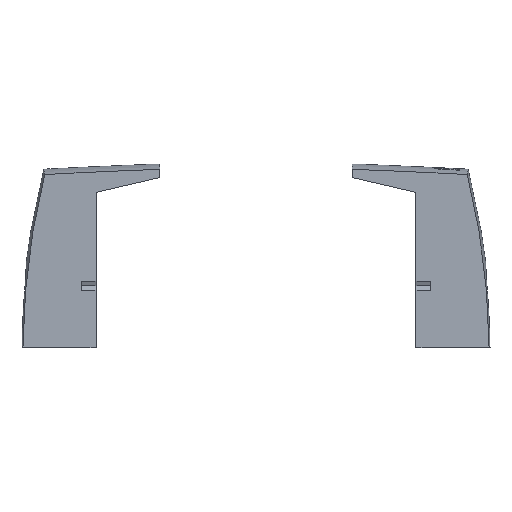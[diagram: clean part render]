
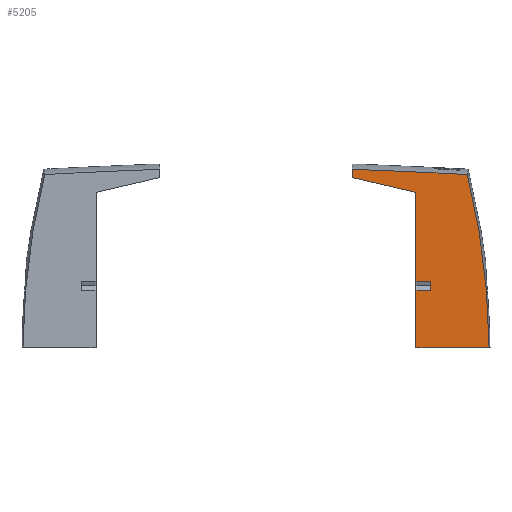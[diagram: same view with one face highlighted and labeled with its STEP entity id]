
A CAD part, left-side view. The second image highlights one B-rep face of the part: STEP entity #5205.
In plain terms, the highlighted planar face has unit normal (-1, 0, 0).
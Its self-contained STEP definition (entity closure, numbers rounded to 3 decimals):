
#482=CARTESIAN_POINT('',(-26.25,-22.5,48.958));
#1513=DIRECTION('',(0.,1.,0.));
#1514=VECTOR('',#1513,3.5);
#1515=CARTESIAN_POINT('',(-26.25,-40.9,20.67));
#1516=LINE('',#1515,#1514);
#1520=DIRECTION('',(0.,0.,-1.));
#1521=VECTOR('',#1520,2.144);
#1522=CARTESIAN_POINT('',(-26.25,-40.9,22.814));
#1523=LINE('',#1522,#1521);
#1527=DIRECTION('',(0.,-1.,0.));
#1528=VECTOR('',#1527,3.5);
#1529=CARTESIAN_POINT('',(-26.25,-37.4,22.814));
#1530=LINE('',#1529,#1528);
#1534=DIRECTION('',(0.,0.,-1.));
#1535=VECTOR('',#1534,20.786);
#1536=CARTESIAN_POINT('',(-26.25,-37.4,43.6));
#1537=LINE('',#1536,#1535);
#1541=DIRECTION('',(0.,-0.974,-0.225));
#1542=VECTOR('',#1541,15.292);
#1543=CARTESIAN_POINT('',(-26.25,-22.5,47.04));
#1544=LINE('',#1543,#1542);
#1548=DIRECTION('',(0.,0.,-1.));
#1549=VECTOR('',#1548,1.918);
#1550=CARTESIAN_POINT('',(-26.25,-22.5,48.958));
#1551=LINE('',#1550,#1549);
#1555=CARTESIAN_POINT('',(-26.25,26.7,-1348.925));
#1556=DIRECTION('',(-1.,0.,0.));
#1557=DIRECTION('',(0.,-0.054,0.999));
#1558=AXIS2_PLACEMENT_3D('',#1555,#1556,#1557);
#1563=CARTESIAN_POINT('',(-26.25,118.996,5.965));
#1564=DIRECTION('',(-1.,0.,0.));
#1565=DIRECTION('',(0.,-1.,0.007));
#1566=AXIS2_PLACEMENT_3D('',#1563,#1564,#1565);
#1571=DIRECTION('',(0.,-1.,0.));
#1572=VECTOR('',#1571,17.088);
#1573=CARTESIAN_POINT('',(-26.25,-37.4,7.2));
#1574=LINE('',#1573,#1572);
#1578=DIRECTION('',(0.,0.,-1.));
#1579=VECTOR('',#1578,13.47);
#1580=CARTESIAN_POINT('',(-26.25,-37.4,20.67));
#1581=LINE('',#1580,#1579);
#4345=VERTEX_POINT('',#482);
#4367=CARTESIAN_POINT('',(-26.25,-22.5,47.04));
#4368=VERTEX_POINT('',#4367);
#4385=CARTESIAN_POINT('',(-26.25,-49.385,47.752));
#4386=VERTEX_POINT('',#4385);
#4389=CARTESIAN_POINT('',(-26.25,-37.4,43.6));
#4390=VERTEX_POINT('',#4389);
#4410=CARTESIAN_POINT('',(-26.25,-40.9,20.67));
#4411=CARTESIAN_POINT('',(-26.25,-37.4,20.67));
#4412=VERTEX_POINT('',#4410);
#4413=VERTEX_POINT('',#4411);
#4424=CARTESIAN_POINT('',(-26.25,-37.4,22.814));
#4425=VERTEX_POINT('',#4424);
#4426=CARTESIAN_POINT('',(-26.25,-54.488,7.2));
#4427=VERTEX_POINT('',#4426);
#4434=CARTESIAN_POINT('',(-26.25,-37.4,7.2));
#4435=VERTEX_POINT('',#4434);
#4436=CARTESIAN_POINT('',(-26.25,-40.9,22.814));
#4437=VERTEX_POINT('',#4436);
#5181=CARTESIAN_POINT('',(-26.25,-38.824,-0.506));
#5182=DIRECTION('',(1.,0.,0.));
#5183=DIRECTION('',(0.,1.,0.));
#5184=AXIS2_PLACEMENT_3D('',#5181,#5182,#5183);
#5185=PLANE('',#5184);
#5187=ORIENTED_EDGE('',*,*,#5186,.F.);
#5189=ORIENTED_EDGE('',*,*,#5188,.F.);
#5191=ORIENTED_EDGE('',*,*,#5190,.F.);
#5193=ORIENTED_EDGE('',*,*,#5192,.F.);
#5195=ORIENTED_EDGE('',*,*,#5194,.F.);
#5196=ORIENTED_EDGE('',*,*,#4819,.F.);
#5197=ORIENTED_EDGE('',*,*,#4884,.F.);
#5199=ORIENTED_EDGE('',*,*,#5198,.F.);
#5200=ORIENTED_EDGE('',*,*,#5159,.F.);
#5202=ORIENTED_EDGE('',*,*,#5201,.F.);
#5203=EDGE_LOOP('',(#5187,#5189,#5191,#5193,#5195,#5196,#5197,#5199,#5200,
#5202));
#5204=FACE_OUTER_BOUND('',#5203,.F.);
#1559=CIRCLE('',#1558,1398.748);
#1567=CIRCLE('',#1566,173.488);
#4819=EDGE_CURVE('',#4345,#4368,#1551,.T.);
#4884=EDGE_CURVE('',#4386,#4345,#1559,.T.);
#5159=EDGE_CURVE('',#4435,#4427,#1574,.T.);
#5186=EDGE_CURVE('',#4412,#4413,#1516,.T.);
#5188=EDGE_CURVE('',#4437,#4412,#1523,.T.);
#5190=EDGE_CURVE('',#4425,#4437,#1530,.T.);
#5192=EDGE_CURVE('',#4390,#4425,#1537,.T.);
#5194=EDGE_CURVE('',#4368,#4390,#1544,.T.);
#5198=EDGE_CURVE('',#4427,#4386,#1567,.T.);
#5201=EDGE_CURVE('',#4413,#4435,#1581,.T.);
#5205=ADVANCED_FACE('',(#5204),#5185,.F.);
